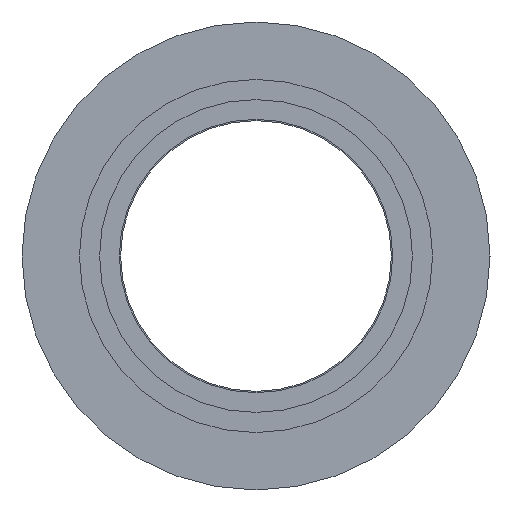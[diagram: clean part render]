
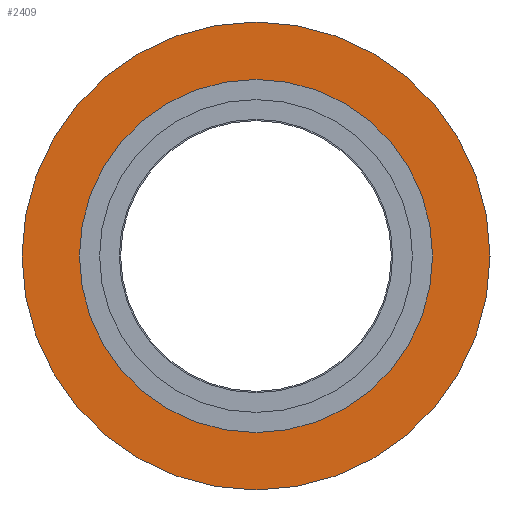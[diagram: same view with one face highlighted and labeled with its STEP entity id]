
A CAD part, left-side view. The second image highlights one B-rep face of the part: STEP entity #2409.
In plain terms, the highlighted planar face has unit normal (-1, 0, 0).
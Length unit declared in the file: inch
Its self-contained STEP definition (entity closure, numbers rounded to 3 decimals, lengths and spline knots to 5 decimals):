
#81 = EDGE_CURVE ( 'NONE', #4827, #15117, #7977, .T. ) ;
#178 = CIRCLE ( 'NONE', #5708, 1.08 ) ;
#440 = CARTESIAN_POINT ( 'NONE',  ( -0.11, 0., -0.815 ) ) ;
#556 = CIRCLE ( 'NONE', #7351, 0.815 ) ;
#719 = VERTEX_POINT ( 'NONE', #440 ) ;
#1018 = DIRECTION ( 'NONE',  ( -1., 0., 0. ) ) ;
#1466 = AXIS2_PLACEMENT_3D ( 'NONE', #2127, #12852, #14182 ) ;
#1649 = EDGE_CURVE ( 'NONE', #12014, #719, #556, .T. ) ;
#2127 = CARTESIAN_POINT ( 'NONE',  ( -0.11, 0., 0.815 ) ) ;
#2328 = DIRECTION ( 'NONE',  ( 0., 0., 1. ) ) ;
#2409 = ADVANCED_FACE ( 'NONE', ( #14823, #15295 ), #3393, .T. ) ;
#3393 = PLANE ( 'NONE',  #1466 ) ;
#3843 = EDGE_LOOP ( 'NONE', ( #13047, #9128 ) ) ;
#4317 = CARTESIAN_POINT ( 'NONE',  ( -0.11, 0., -1.08 ) ) ;
#4555 = DIRECTION ( 'NONE',  ( -1., 0., 0. ) ) ;
#4827 = VERTEX_POINT ( 'NONE', #4317 ) ;
#5226 = CIRCLE ( 'NONE', #6732, 0.815 ) ;
#5708 = AXIS2_PLACEMENT_3D ( 'NONE', #15279, #1018, #15512 ) ;
#6151 = DIRECTION ( 'NONE',  ( 0., 0., 1. ) ) ;
#6732 = AXIS2_PLACEMENT_3D ( 'NONE', #7561, #12434, #6151 ) ;
#7351 = AXIS2_PLACEMENT_3D ( 'NONE', #14452, #4555, #2328 ) ;
#7561 = CARTESIAN_POINT ( 'NONE',  ( -0.11, 0., 0. ) ) ;
#7977 = CIRCLE ( 'NONE', #9760, 1.08 ) ;
#7996 = CARTESIAN_POINT ( 'NONE',  ( -0.11, 0., 0. ) ) ;
#9099 = CARTESIAN_POINT ( 'NONE',  ( -0.11, 0., 0.815 ) ) ;
#9128 = ORIENTED_EDGE ( 'NONE', *, *, #11352, .F. ) ;
#9287 = ORIENTED_EDGE ( 'NONE', *, *, #81, .T. ) ;
#9760 = AXIS2_PLACEMENT_3D ( 'NONE', #7996, #12792, #14042 ) ;
#9858 = EDGE_CURVE ( 'NONE', #15117, #4827, #178, .T. ) ;
#11260 = ORIENTED_EDGE ( 'NONE', *, *, #9858, .T. ) ;
#11352 = EDGE_CURVE ( 'NONE', #719, #12014, #5226, .T. ) ;
#12014 = VERTEX_POINT ( 'NONE', #9099 ) ;
#12434 = DIRECTION ( 'NONE',  ( -1., 0., 0. ) ) ;
#12792 = DIRECTION ( 'NONE',  ( -1., 0., 0. ) ) ;
#12852 = DIRECTION ( 'NONE',  ( -1., 0., 0. ) ) ;
#13047 = ORIENTED_EDGE ( 'NONE', *, *, #1649, .F. ) ;
#13101 = EDGE_LOOP ( 'NONE', ( #11260, #9287 ) ) ;
#13281 = CARTESIAN_POINT ( 'NONE',  ( -0.11, 0., 1.08 ) ) ;
#14042 = DIRECTION ( 'NONE',  ( 0., 0., 1. ) ) ;
#14182 = DIRECTION ( 'NONE',  ( 0., 0., 1. ) ) ;
#14452 = CARTESIAN_POINT ( 'NONE',  ( -0.11, 0., 0. ) ) ;
#14823 = FACE_OUTER_BOUND ( 'NONE', #13101, .T. ) ;
#15117 = VERTEX_POINT ( 'NONE', #13281 ) ;
#15279 = CARTESIAN_POINT ( 'NONE',  ( -0.11, 0., 0. ) ) ;
#15295 = FACE_BOUND ( 'NONE', #3843, .T. ) ;
#15512 = DIRECTION ( 'NONE',  ( 0., 0., 1. ) ) ;
